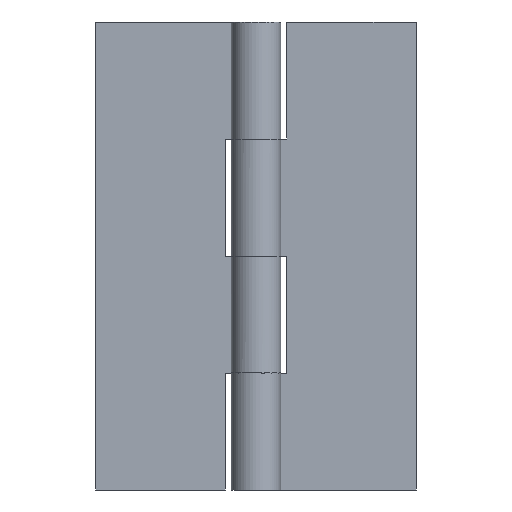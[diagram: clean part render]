
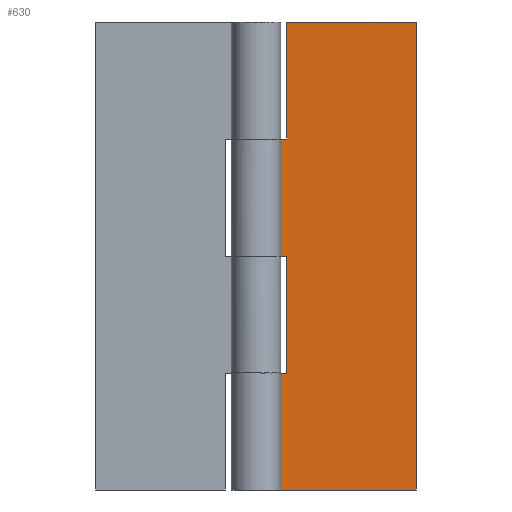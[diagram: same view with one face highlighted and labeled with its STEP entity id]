
A CAD part, front view. The second image highlights one B-rep face of the part: STEP entity #630.
In plain terms, the highlighted free-form (B-spline) face has degree [1, 1] with [2, 2] control points.
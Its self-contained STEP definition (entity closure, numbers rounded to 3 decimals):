
#49=CARTESIAN_POINT('',(2.5,1.0,28.5));
#50=VERTEX_POINT('',#49);
#51=CARTESIAN_POINT('',(2.5,1.0,38.0));
#52=VERTEX_POINT('',#51);
#53=CARTESIAN_POINT('',(2.5,1.0,28.5));
#54=CARTESIAN_POINT('',(2.5,1.0,38.0));
#55=QUASI_UNIFORM_CURVE('',1,(#53,#54),.UNSPECIFIED.,.F.,.U.);
#56=EDGE_CURVE('',#50,#52,#55,.T.);
#85=CARTESIAN_POINT('',(0.0,1.0,28.5));
#86=VERTEX_POINT('',#85);
#87=CARTESIAN_POINT('',(0.0,1.0,28.5));
#88=CARTESIAN_POINT('',(2.5,1.0,28.5));
#89=QUASI_UNIFORM_CURVE('',1,(#87,#88),.UNSPECIFIED.,.F.,.U.);
#90=EDGE_CURVE('',#86,#50,#89,.T.);
#155=CARTESIAN_POINT('',(2.5,1.0,19.0));
#156=VERTEX_POINT('',#155);
#157=CARTESIAN_POINT('',(0.0,1.0,19.0));
#158=VERTEX_POINT('',#157);
#159=CARTESIAN_POINT('',(2.5,1.0,19.0));
#160=CARTESIAN_POINT('',(0.0,1.0,19.0));
#161=QUASI_UNIFORM_CURVE('',1,(#159,#160),.UNSPECIFIED.,.F.,.U.);
#162=EDGE_CURVE('',#156,#158,#161,.T.);
#233=CARTESIAN_POINT('',(0.0,1.0,9.5));
#234=VERTEX_POINT('',#233);
#235=CARTESIAN_POINT('',(2.5,1.0,9.5));
#236=VERTEX_POINT('',#235);
#237=CARTESIAN_POINT('',(0.0,1.0,9.5));
#238=CARTESIAN_POINT('',(2.5,1.0,9.5));
#239=QUASI_UNIFORM_CURVE('',1,(#237,#238),.UNSPECIFIED.,.F.,.U.);
#240=EDGE_CURVE('',#234,#236,#239,.T.);
#311=CARTESIAN_POINT('',(2.5,1.0,9.5));
#312=CARTESIAN_POINT('',(2.5,1.0,19.0));
#313=QUASI_UNIFORM_CURVE('',1,(#311,#312),.UNSPECIFIED.,.F.,.U.);
#314=EDGE_CURVE('',#236,#156,#313,.T.);
#333=CARTESIAN_POINT('',(0.0,1.0,0.0));
#334=VERTEX_POINT('',#333);
#389=CARTESIAN_POINT('',(13.0,1.0,0.0));
#390=VERTEX_POINT('',#389);
#396=CARTESIAN_POINT('',(0.0,1.0,0.0));
#397=CARTESIAN_POINT('',(13.0,1.0,0.0));
#398=QUASI_UNIFORM_CURVE('',1,(#396,#397),.UNSPECIFIED.,.F.,.U.);
#399=EDGE_CURVE('',#334,#390,#398,.T.);
#417=CARTESIAN_POINT('',(13.0,1.0,38.0));
#418=VERTEX_POINT('',#417);
#424=CARTESIAN_POINT('',(13.0,1.0,38.0));
#425=CARTESIAN_POINT('',(13.0,1.0,0.0));
#426=QUASI_UNIFORM_CURVE('',1,(#424,#425),.UNSPECIFIED.,.F.,.U.);
#427=EDGE_CURVE('',#418,#390,#426,.T.);
#510=CARTESIAN_POINT('',(0.0,1.0,9.5));
#511=CARTESIAN_POINT('',(0.0,1.0,0.0));
#512=QUASI_UNIFORM_CURVE('',1,(#510,#511),.UNSPECIFIED.,.F.,.U.);
#513=EDGE_CURVE('',#234,#334,#512,.T.);
#524=CARTESIAN_POINT('',(2.5,1.0,38.0));
#525=CARTESIAN_POINT('',(13.0,1.0,38.0));
#526=QUASI_UNIFORM_CURVE('',1,(#524,#525),.UNSPECIFIED.,.F.,.U.);
#527=EDGE_CURVE('',#52,#418,#526,.T.);
#609=CARTESIAN_POINT('',(-0.649,1.0,-1.898));
#610=CARTESIAN_POINT('',(-0.649,1.0,39.898));
#611=CARTESIAN_POINT('',(13.649,1.0,-1.898));
#612=CARTESIAN_POINT('',(13.649,1.0,39.898));
#613=B_SPLINE_SURFACE_WITH_KNOTS('',1,1,((#609,#611),(#610,#612)),.UNSPECIFIED.,.F.,.F.,.U.,(2,2),(2,2),(0.0,41.796),(0.0,14.299),.UNSPECIFIED.);
#614=ORIENTED_EDGE('',*,*,#90,.F.);
#615=CARTESIAN_POINT('',(0.0,1.0,28.5));
#616=CARTESIAN_POINT('',(0.0,1.0,19.0));
#617=QUASI_UNIFORM_CURVE('',1,(#615,#616),.UNSPECIFIED.,.F.,.U.);
#618=EDGE_CURVE('',#86,#158,#617,.T.);
#619=ORIENTED_EDGE('',*,*,#618,.T.);
#620=ORIENTED_EDGE('',*,*,#162,.F.);
#621=ORIENTED_EDGE('',*,*,#314,.F.);
#622=ORIENTED_EDGE('',*,*,#240,.F.);
#623=ORIENTED_EDGE('',*,*,#513,.T.);
#624=ORIENTED_EDGE('',*,*,#399,.T.);
#625=ORIENTED_EDGE('',*,*,#427,.F.);
#626=ORIENTED_EDGE('',*,*,#527,.F.);
#627=ORIENTED_EDGE('',*,*,#56,.F.);
#628=EDGE_LOOP('',(#614,#619,#620,#621,#622,#623,#624,#625,#626,#627));
#629=FACE_OUTER_BOUND('',#628,.T.);
#630=ADVANCED_FACE('',(#629),#613,.F.);
